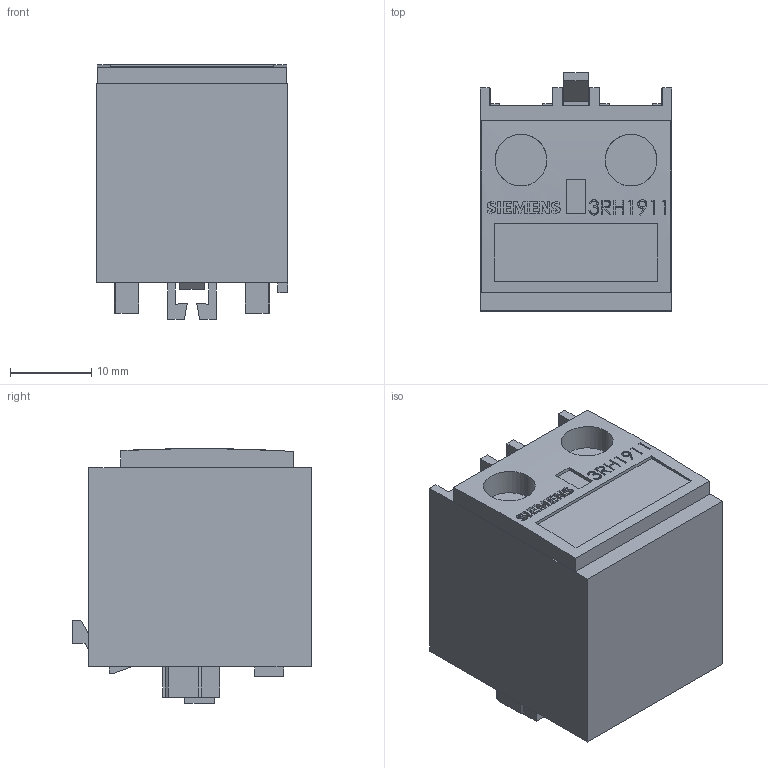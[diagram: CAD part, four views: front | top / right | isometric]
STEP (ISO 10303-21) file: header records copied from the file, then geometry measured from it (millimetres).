
FILE_DESCRIPTION (( 'STEP AP214' ), '1' );
FILE_NAME ('3RH1911_1AA.STEP', '2007-02-13T14:16:07', ( 'Günter Reindl' ), ( 'Siemens and Partners' ), 'SwSTEP 2.0', 'SolidWorks 2007', '' );
FILE_SCHEMA (( 'AUTOMOTIVE_DESIGN' ));
Length unit declared in the file: millimetre
Products named in the file (1): 3RH1911_1AA
Bounding box: 23.59 x 29.4 x 31.43 mm (x, y, z)
Volume: 14902.3 mm3; surface area: 5433.3 mm2
Topology: 1 solids, 1 shells, 295 faces, 803 edges, 536 vertices
Faces by surface type: plane 232, bspline 52, cylinder 11
Entity records: 13583 total; most frequent: CARTESIAN_POINT 4297, ORIENTED_EDGE 1606, DIRECTION 1224, EDGE_CURVE 803, VECTOR 616, LINE 616, VERTEX_POINT 536, EDGE_LOOP 325
